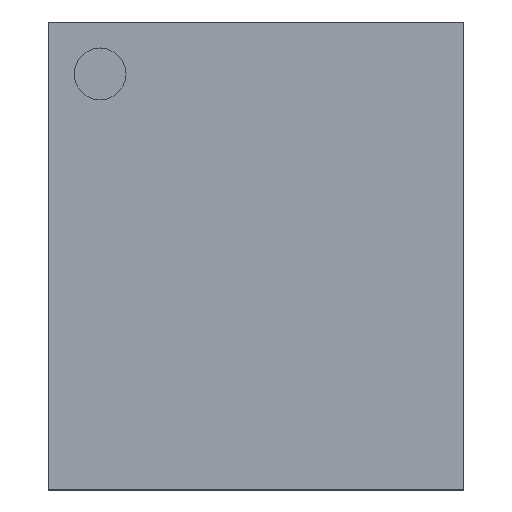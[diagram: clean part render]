
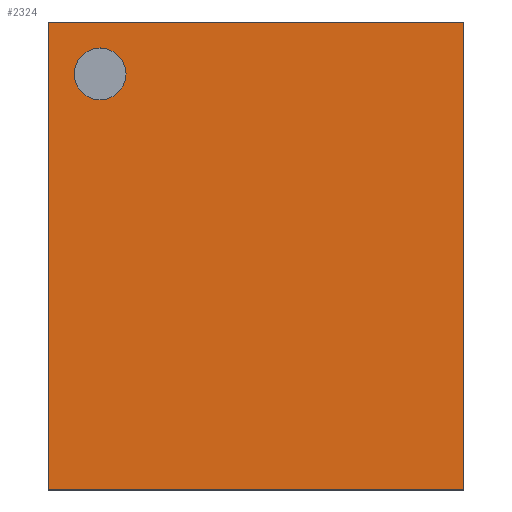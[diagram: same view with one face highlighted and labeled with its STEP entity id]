
A CAD part, top view. The second image highlights one B-rep face of the part: STEP entity #2324.
In plain terms, the highlighted planar face has unit normal (0, 0, 1).
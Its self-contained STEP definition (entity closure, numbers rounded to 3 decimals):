
#2135 = VERTEX_POINT('',#2136);
#2136 = CARTESIAN_POINT('',(-4.,-4.5,1.));
#2143 = PLANE('',#2144);
#2144 = AXIS2_PLACEMENT_3D('',#2145,#2146,#2147);
#2145 = CARTESIAN_POINT('',(-4.,-4.5,0.45));
#2146 = DIRECTION('',(1.,0.,0.));
#2147 = DIRECTION('',(0.,0.,1.));
#2155 = PLANE('',#2156);
#2156 = AXIS2_PLACEMENT_3D('',#2157,#2158,#2159);
#2157 = CARTESIAN_POINT('',(-4.,-4.5,0.45));
#2158 = DIRECTION('',(0.,1.,0.));
#2159 = DIRECTION('',(0.,0.,1.));
#2196 = VERTEX_POINT('',#2197);
#2197 = CARTESIAN_POINT('',(-4.,4.5,1.));
#2211 = PLANE('',#2212);
#2212 = AXIS2_PLACEMENT_3D('',#2213,#2214,#2215);
#2213 = CARTESIAN_POINT('',(-4.,4.5,0.45));
#2214 = DIRECTION('',(0.,1.,0.));
#2215 = DIRECTION('',(0.,0.,1.));
#2223 = EDGE_CURVE('',#2135,#2196,#2224,.T.);
#2224 = SURFACE_CURVE('',#2225,(#2229,#2236),.PCURVE_S1.);
#2225 = LINE('',#2226,#2227);
#2226 = CARTESIAN_POINT('',(-4.,-4.5,1.));
#2227 = VECTOR('',#2228,1.);
#2228 = DIRECTION('',(0.,1.,0.));
#2229 = PCURVE('',#2143,#2230);
#2230 = DEFINITIONAL_REPRESENTATION('',(#2231),#2235);
#2231 = LINE('',#2232,#2233);
#2232 = CARTESIAN_POINT('',(0.55,0.));
#2233 = VECTOR('',#2234,1.);
#2234 = DIRECTION('',(0.,-1.));
#2235 = ( GEOMETRIC_REPRESENTATION_CONTEXT(2) 
PARAMETRIC_REPRESENTATION_CONTEXT() REPRESENTATION_CONTEXT('2D SPACE',''
  ) );
#2236 = PCURVE('',#2237,#2242);
#2237 = PLANE('',#2238);
#2238 = AXIS2_PLACEMENT_3D('',#2239,#2240,#2241);
#2239 = CARTESIAN_POINT('',(-4.,-4.5,1.));
#2240 = DIRECTION('',(0.,0.,1.));
#2241 = DIRECTION('',(1.,0.,0.));
#2242 = DEFINITIONAL_REPRESENTATION('',(#2243),#2247);
#2243 = LINE('',#2244,#2245);
#2244 = CARTESIAN_POINT('',(0.,0.));
#2245 = VECTOR('',#2246,1.);
#2246 = DIRECTION('',(0.,1.));
#2247 = ( GEOMETRIC_REPRESENTATION_CONTEXT(2) 
PARAMETRIC_REPRESENTATION_CONTEXT() REPRESENTATION_CONTEXT('2D SPACE',''
  ) );
#2276 = EDGE_CURVE('',#2135,#2277,#2279,.T.);
#2277 = VERTEX_POINT('',#2278);
#2278 = CARTESIAN_POINT('',(4.,-4.5,1.));
#2279 = SURFACE_CURVE('',#2280,(#2284,#2291),.PCURVE_S1.);
#2280 = LINE('',#2281,#2282);
#2281 = CARTESIAN_POINT('',(-4.,-4.5,1.));
#2282 = VECTOR('',#2283,1.);
#2283 = DIRECTION('',(1.,0.,0.));
#2284 = PCURVE('',#2155,#2285);
#2285 = DEFINITIONAL_REPRESENTATION('',(#2286),#2290);
#2286 = LINE('',#2287,#2288);
#2287 = CARTESIAN_POINT('',(0.55,0.));
#2288 = VECTOR('',#2289,1.);
#2289 = DIRECTION('',(0.,1.));
#2290 = ( GEOMETRIC_REPRESENTATION_CONTEXT(2) 
PARAMETRIC_REPRESENTATION_CONTEXT() REPRESENTATION_CONTEXT('2D SPACE',''
  ) );
#2291 = PCURVE('',#2237,#2292);
#2292 = DEFINITIONAL_REPRESENTATION('',(#2293),#2297);
#2293 = LINE('',#2294,#2295);
#2294 = CARTESIAN_POINT('',(0.,0.));
#2295 = VECTOR('',#2296,1.);
#2296 = DIRECTION('',(1.,0.));
#2297 = ( GEOMETRIC_REPRESENTATION_CONTEXT(2) 
PARAMETRIC_REPRESENTATION_CONTEXT() REPRESENTATION_CONTEXT('2D SPACE',''
  ) );
#2313 = PLANE('',#2314);
#2314 = AXIS2_PLACEMENT_3D('',#2315,#2316,#2317);
#2315 = CARTESIAN_POINT('',(4.,-4.5,0.45));
#2316 = DIRECTION('',(1.,0.,0.));
#2317 = DIRECTION('',(0.,0.,1.));
#2324 = ADVANCED_FACE('',(#2325,#2373),#2237,.T.);
#2325 = FACE_BOUND('',#2326,.T.);
#2326 = EDGE_LOOP('',(#2327,#2328,#2329,#2352));
#2327 = ORIENTED_EDGE('',*,*,#2223,.F.);
#2328 = ORIENTED_EDGE('',*,*,#2276,.T.);
#2329 = ORIENTED_EDGE('',*,*,#2330,.T.);
#2330 = EDGE_CURVE('',#2277,#2331,#2333,.T.);
#2331 = VERTEX_POINT('',#2332);
#2332 = CARTESIAN_POINT('',(4.,4.5,1.));
#2333 = SURFACE_CURVE('',#2334,(#2338,#2345),.PCURVE_S1.);
#2334 = LINE('',#2335,#2336);
#2335 = CARTESIAN_POINT('',(4.,-4.5,1.));
#2336 = VECTOR('',#2337,1.);
#2337 = DIRECTION('',(0.,1.,0.));
#2338 = PCURVE('',#2237,#2339);
#2339 = DEFINITIONAL_REPRESENTATION('',(#2340),#2344);
#2340 = LINE('',#2341,#2342);
#2341 = CARTESIAN_POINT('',(8.,0.));
#2342 = VECTOR('',#2343,1.);
#2343 = DIRECTION('',(0.,1.));
#2344 = ( GEOMETRIC_REPRESENTATION_CONTEXT(2) 
PARAMETRIC_REPRESENTATION_CONTEXT() REPRESENTATION_CONTEXT('2D SPACE',''
  ) );
#2345 = PCURVE('',#2313,#2346);
#2346 = DEFINITIONAL_REPRESENTATION('',(#2347),#2351);
#2347 = LINE('',#2348,#2349);
#2348 = CARTESIAN_POINT('',(0.55,0.));
#2349 = VECTOR('',#2350,1.);
#2350 = DIRECTION('',(0.,-1.));
#2351 = ( GEOMETRIC_REPRESENTATION_CONTEXT(2) 
PARAMETRIC_REPRESENTATION_CONTEXT() REPRESENTATION_CONTEXT('2D SPACE',''
  ) );
#2352 = ORIENTED_EDGE('',*,*,#2353,.F.);
#2353 = EDGE_CURVE('',#2196,#2331,#2354,.T.);
#2354 = SURFACE_CURVE('',#2355,(#2359,#2366),.PCURVE_S1.);
#2355 = LINE('',#2356,#2357);
#2356 = CARTESIAN_POINT('',(-4.,4.5,1.));
#2357 = VECTOR('',#2358,1.);
#2358 = DIRECTION('',(1.,0.,0.));
#2359 = PCURVE('',#2237,#2360);
#2360 = DEFINITIONAL_REPRESENTATION('',(#2361),#2365);
#2361 = LINE('',#2362,#2363);
#2362 = CARTESIAN_POINT('',(0.,9.));
#2363 = VECTOR('',#2364,1.);
#2364 = DIRECTION('',(1.,0.));
#2365 = ( GEOMETRIC_REPRESENTATION_CONTEXT(2) 
PARAMETRIC_REPRESENTATION_CONTEXT() REPRESENTATION_CONTEXT('2D SPACE',''
  ) );
#2366 = PCURVE('',#2211,#2367);
#2367 = DEFINITIONAL_REPRESENTATION('',(#2368),#2372);
#2368 = LINE('',#2369,#2370);
#2369 = CARTESIAN_POINT('',(0.55,0.));
#2370 = VECTOR('',#2371,1.);
#2371 = DIRECTION('',(0.,1.));
#2372 = ( GEOMETRIC_REPRESENTATION_CONTEXT(2) 
PARAMETRIC_REPRESENTATION_CONTEXT() REPRESENTATION_CONTEXT('2D SPACE',''
  ) );
#2373 = FACE_BOUND('',#2374,.T.);
#2374 = EDGE_LOOP('',(#2375));
#2375 = ORIENTED_EDGE('',*,*,#2376,.F.);
#2376 = EDGE_CURVE('',#2377,#2377,#2379,.T.);
#2377 = VERTEX_POINT('',#2378);
#2378 = CARTESIAN_POINT('',(-2.5,3.5,1.));
#2379 = SURFACE_CURVE('',#2380,(#2385,#2392),.PCURVE_S1.);
#2380 = CIRCLE('',#2381,0.5);
#2381 = AXIS2_PLACEMENT_3D('',#2382,#2383,#2384);
#2382 = CARTESIAN_POINT('',(-3.,3.5,1.));
#2383 = DIRECTION('',(0.,0.,1.));
#2384 = DIRECTION('',(1.,0.,0.));
#2385 = PCURVE('',#2237,#2386);
#2386 = DEFINITIONAL_REPRESENTATION('',(#2387),#2391);
#2387 = CIRCLE('',#2388,0.5);
#2388 = AXIS2_PLACEMENT_2D('',#2389,#2390);
#2389 = CARTESIAN_POINT('',(1.,8.));
#2390 = DIRECTION('',(1.,0.));
#2391 = ( GEOMETRIC_REPRESENTATION_CONTEXT(2) 
PARAMETRIC_REPRESENTATION_CONTEXT() REPRESENTATION_CONTEXT('2D SPACE',''
  ) );
#2392 = PCURVE('',#2393,#2398);
#2393 = CYLINDRICAL_SURFACE('',#2394,0.5);
#2394 = AXIS2_PLACEMENT_3D('',#2395,#2396,#2397);
#2395 = CARTESIAN_POINT('',(-3.,3.5,0.9));
#2396 = DIRECTION('',(0.,0.,1.));
#2397 = DIRECTION('',(1.,0.,0.));
#2398 = DEFINITIONAL_REPRESENTATION('',(#2399),#2403);
#2399 = LINE('',#2400,#2401);
#2400 = CARTESIAN_POINT('',(0.,0.1));
#2401 = VECTOR('',#2402,1.);
#2402 = DIRECTION('',(1.,0.));
#2403 = ( GEOMETRIC_REPRESENTATION_CONTEXT(2) 
PARAMETRIC_REPRESENTATION_CONTEXT() REPRESENTATION_CONTEXT('2D SPACE',''
  ) );
